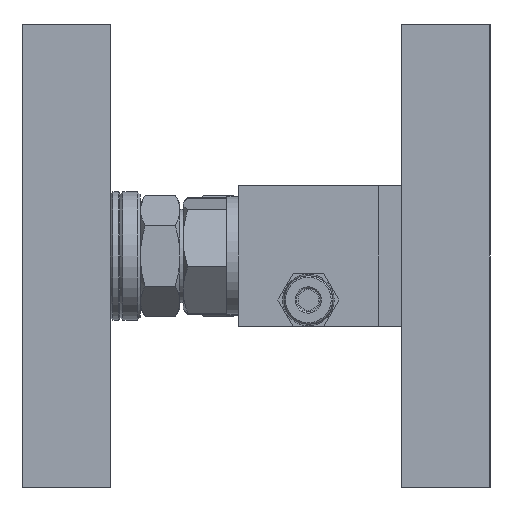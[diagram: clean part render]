
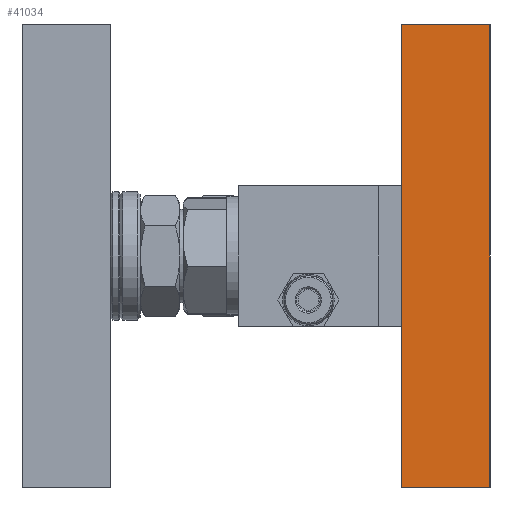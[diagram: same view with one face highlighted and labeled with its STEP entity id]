
A CAD part, left-side view. The second image highlights one B-rep face of the part: STEP entity #41034.
In plain terms, the highlighted planar face has unit normal (-1, 0, 0).
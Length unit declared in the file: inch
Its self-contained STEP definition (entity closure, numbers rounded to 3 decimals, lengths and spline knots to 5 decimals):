
#1855 = DIRECTION ( 'NONE',  ( 1., 0., 0. ) ) ;
#2111 = PLANE ( 'NONE',  #28136 ) ;
#2478 = CARTESIAN_POINT ( 'NONE',  ( 0., 0.94, 0. ) ) ;
#5506 = VECTOR ( 'NONE', #49071, 39.37008 ) ;
#5670 = VECTOR ( 'NONE', #23647, 39.37008 ) ;
#7792 = CARTESIAN_POINT ( 'NONE',  ( 0., 0., 0. ) ) ;
#9104 = EDGE_LOOP ( 'NONE', ( #12081, #26706, #42485, #27865 ) ) ;
#11506 = DIRECTION ( 'NONE',  ( 0., 0., 1. ) ) ;
#12081 = ORIENTED_EDGE ( 'NONE', *, *, #19469, .T. ) ;
#12576 = CARTESIAN_POINT ( 'NONE',  ( 0., 0., -4.94 ) ) ;
#13191 = CARTESIAN_POINT ( 'NONE',  ( 0., 0.94, -4.94 ) ) ;
#15255 = CARTESIAN_POINT ( 'NONE',  ( 0., 0., 0. ) ) ;
#15527 = VECTOR ( 'NONE', #39444, 39.37008 ) ;
#17174 = EDGE_CURVE ( 'NONE', #38898, #50804, #51251, .T. ) ;
#17181 = CARTESIAN_POINT ( 'NONE',  ( 0., 0.94, 0. ) ) ;
#19469 = EDGE_CURVE ( 'NONE', #37374, #21017, #43378, .T. ) ;
#21017 = VERTEX_POINT ( 'NONE', #15255 ) ;
#21706 = EDGE_CURVE ( 'NONE', #50804, #21017, #42318, .T. ) ;
#22581 = CARTESIAN_POINT ( 'NONE',  ( 0., 0.94, 0. ) ) ;
#23647 = DIRECTION ( 'NONE',  ( 0., 0., 1. ) ) ;
#23724 = CARTESIAN_POINT ( 'NONE',  ( 0., 0.94, 0. ) ) ;
#26706 = ORIENTED_EDGE ( 'NONE', *, *, #21706, .F. ) ;
#27198 = VECTOR ( 'NONE', #11506, 39.37008 ) ;
#27865 = ORIENTED_EDGE ( 'NONE', *, *, #29009, .T. ) ;
#28136 = AXIS2_PLACEMENT_3D ( 'NONE', #17181, #1855, #29630 ) ;
#29009 = EDGE_CURVE ( 'NONE', #38898, #37374, #49303, .T. ) ;
#29630 = DIRECTION ( 'NONE',  ( 0., 0., -1. ) ) ;
#35313 = CARTESIAN_POINT ( 'NONE',  ( 0., 0.94, -4.94 ) ) ;
#37374 = VERTEX_POINT ( 'NONE', #12576 ) ;
#38898 = VERTEX_POINT ( 'NONE', #35313 ) ;
#39444 = DIRECTION ( 'NONE',  ( 0., -1., 0. ) ) ;
#41034 = ADVANCED_FACE ( 'NONE', ( #41853 ), #2111, .F. ) ;
#41853 = FACE_OUTER_BOUND ( 'NONE', #9104, .T. ) ;
#42318 = LINE ( 'NONE', #22581, #15527 ) ;
#42485 = ORIENTED_EDGE ( 'NONE', *, *, #17174, .F. ) ;
#43378 = LINE ( 'NONE', #7792, #5670 ) ;
#49071 = DIRECTION ( 'NONE',  ( 0., -1., 0. ) ) ;
#49303 = LINE ( 'NONE', #13191, #5506 ) ;
#50804 = VERTEX_POINT ( 'NONE', #2478 ) ;
#51251 = LINE ( 'NONE', #23724, #27198 ) ;
